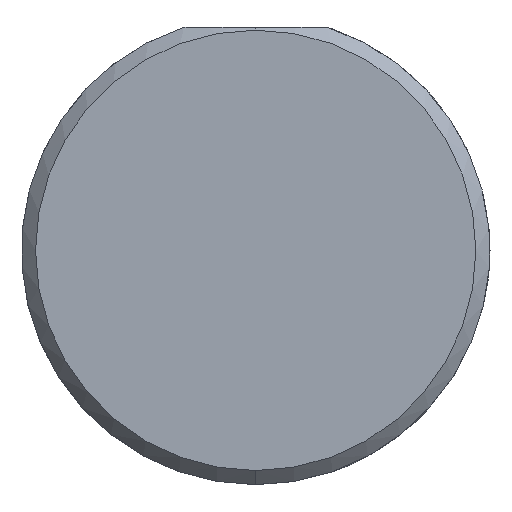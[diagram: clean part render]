
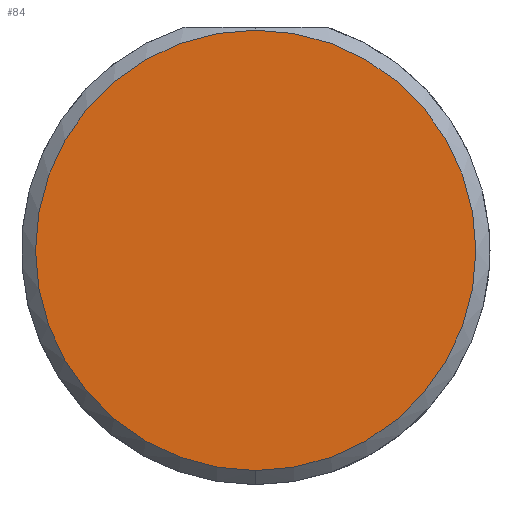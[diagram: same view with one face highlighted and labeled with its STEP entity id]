
A CAD part, left-side view. The second image highlights one B-rep face of the part: STEP entity #84.
In plain terms, the highlighted planar face has unit normal (-1, 0, 0).
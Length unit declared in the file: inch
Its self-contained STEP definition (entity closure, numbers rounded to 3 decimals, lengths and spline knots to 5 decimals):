
#64 = EDGE_LOOP ( 'NONE', ( #206, #180 ) ) ;
#84 = ADVANCED_FACE ( 'NONE', ( #624 ), #567, .F. ) ;
#120 = CARTESIAN_POINT ( 'NONE',  ( 0., 0., 0. ) ) ;
#127 = DIRECTION ( 'NONE',  ( -1., 0., 0. ) ) ;
#172 = AXIS2_PLACEMENT_3D ( 'NONE', #700, #204, #208 ) ;
#180 = ORIENTED_EDGE ( 'NONE', *, *, #368, .T. ) ;
#204 = DIRECTION ( 'NONE',  ( 1., 0., 0. ) ) ;
#206 = ORIENTED_EDGE ( 'NONE', *, *, #414, .T. ) ;
#208 = DIRECTION ( 'NONE',  ( 0., 0., -1. ) ) ;
#213 = AXIS2_PLACEMENT_3D ( 'NONE', #549, #570, #266 ) ;
#241 = VERTEX_POINT ( 'NONE', #771 ) ;
#244 = AXIS2_PLACEMENT_3D ( 'NONE', #120, #127, #663 ) ;
#266 = DIRECTION ( 'NONE',  ( 0., 0., 1. ) ) ;
#331 = VERTEX_POINT ( 'NONE', #416 ) ;
#368 = EDGE_CURVE ( 'NONE', #241, #331, #731, .T. ) ;
#414 = EDGE_CURVE ( 'NONE', #331, #241, #520, .T. ) ;
#416 = CARTESIAN_POINT ( 'NONE',  ( 0., 0., -0.23485 ) ) ;
#520 = CIRCLE ( 'NONE', #213, 0.23485 ) ;
#549 = CARTESIAN_POINT ( 'NONE',  ( 0., 0., 0. ) ) ;
#567 = PLANE ( 'NONE',  #172 ) ;
#570 = DIRECTION ( 'NONE',  ( -1., 0., 0. ) ) ;
#624 = FACE_OUTER_BOUND ( 'NONE', #64, .T. ) ;
#663 = DIRECTION ( 'NONE',  ( 0., 0., 1. ) ) ;
#700 = CARTESIAN_POINT ( 'NONE',  ( 0., 0., 0. ) ) ;
#731 = CIRCLE ( 'NONE', #244, 0.23485 ) ;
#771 = CARTESIAN_POINT ( 'NONE',  ( 0., 0., 0.23485 ) ) ;
